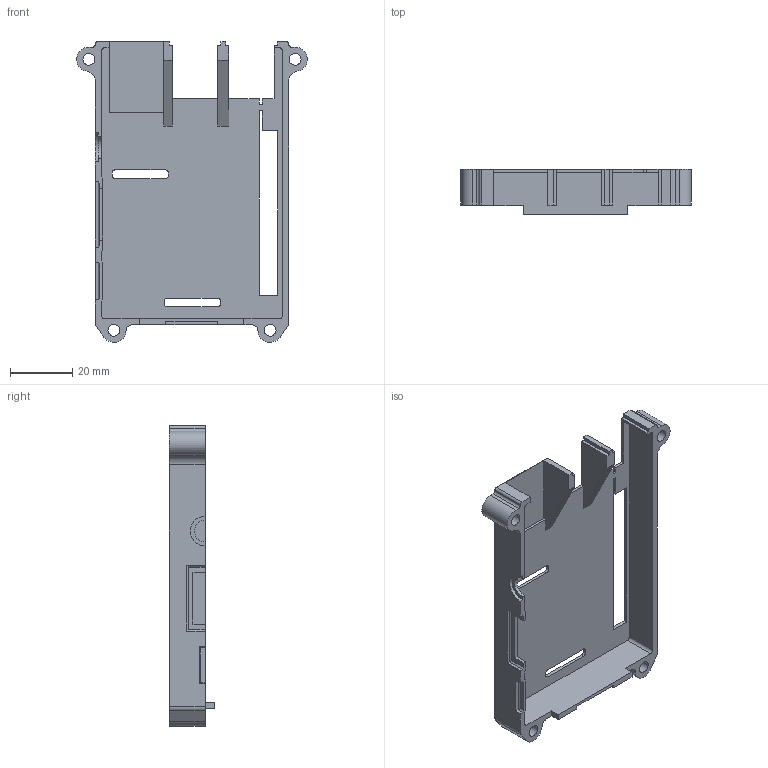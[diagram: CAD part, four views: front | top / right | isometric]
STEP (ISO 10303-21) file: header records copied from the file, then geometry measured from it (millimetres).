
FILE_DESCRIPTION(/* description */ (''),/* implementation_level */ '2;1');
FILE_NAME(/* name */ 'rpi2-top v1.step',/* time_stamp */ '2021-05-10T08:38:40-04:00',/* author */ (''),/* organization */ (''),/* preprocessor_version */ 'ST-DEVELOPER v18.1',/* originating_system */ 'Autodesk Translation Framework v10.6.0.1341',/* authorisation */ '');
FILE_SCHEMA (('AUTOMOTIVE_DESIGN { 1 0 10303 214 3 1 1 }'));
Length unit declared in the file: millimetre
Products named in the file (1): rpi2-top
Bounding box: 73.78 x 14.5 x 96.25 mm (x, y, z)
Volume: 11838.6 mm3; surface area: 17055.3 mm2
Topology: 1 solids, 1 shells, 128 faces, 374 edges, 248 vertices
Faces by surface type: plane 96, cylinder 32
Full cylindrical faces by diameter (mm): 3.8 x4
Entity records: 4271 total; most frequent: CARTESIAN_POINT 751, ORIENTED_EDGE 748, DIRECTION 696, EDGE_CURVE 374, LINE 310, VECTOR 310, VERTEX_POINT 248, AXIS2_PLACEMENT_3D 193
